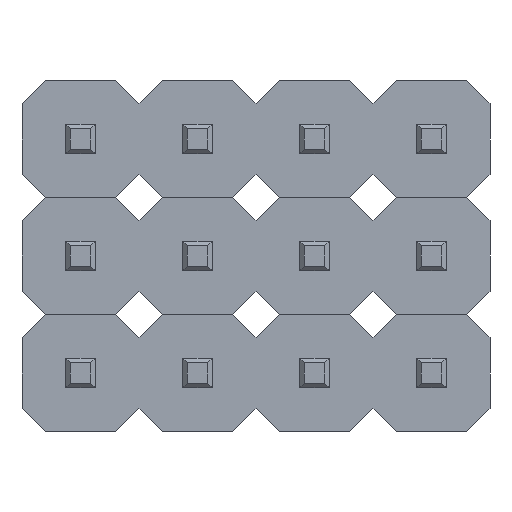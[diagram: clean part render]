
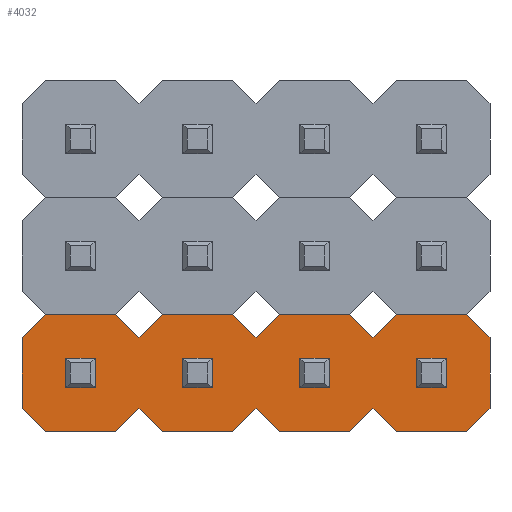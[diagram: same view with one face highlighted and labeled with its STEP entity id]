
A CAD part, front view. The second image highlights one B-rep face of the part: STEP entity #4032.
In plain terms, the highlighted planar face has unit normal (0, -1, 0).
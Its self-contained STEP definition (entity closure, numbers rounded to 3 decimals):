
#78=FACE_OUTER_BOUND('',#330,.T.);
#330=EDGE_LOOP('',(#2745,#2746,#2747,#2748,#2749,#2750,#2751,#2752,#2753,
#2754,#2755,#2756,#2757,#2758,#2759,#2760,#2761,#2762,#2763,#2764,#2765,
#2766,#2767,#2768,#2769,#2770));
#577=LINE('',#5671,#1147);
#581=LINE('',#5680,#1151);
#583=LINE('',#5684,#1153);
#588=LINE('',#5695,#1158);
#591=LINE('',#5699,#1161);
#593=LINE('',#5704,#1163);
#596=LINE('',#5708,#1166);
#599=LINE('',#5716,#1169);
#601=LINE('',#5720,#1171);
#605=LINE('',#5728,#1175);
#607=LINE('',#5732,#1177);
#612=LINE('',#5743,#1182);
#615=LINE('',#5747,#1185);
#617=LINE('',#5752,#1187);
#621=LINE('',#5759,#1191);
#623=LINE('',#5764,#1193);
#625=LINE('',#5768,#1195);
#630=LINE('',#5779,#1200);
#633=LINE('',#5783,#1203);
#635=LINE('',#5788,#1205);
#639=LINE('',#5795,#1209);
#640=LINE('',#5798,#1210);
#641=LINE('',#5799,#1211);
#642=LINE('',#5801,#1212);
#643=LINE('',#5803,#1213);
#644=LINE('',#5804,#1214);
#1147=VECTOR('',#4591,10.);
#1151=VECTOR('',#4597,10.);
#1153=VECTOR('',#4601,10.);
#1158=VECTOR('',#4608,10.);
#1161=VECTOR('',#4613,10.);
#1163=VECTOR('',#4617,10.);
#1166=VECTOR('',#4622,10.);
#1169=VECTOR('',#4627,10.);
#1171=VECTOR('',#4631,10.);
#1175=VECTOR('',#4637,10.);
#1177=VECTOR('',#4641,10.);
#1182=VECTOR('',#4648,10.);
#1185=VECTOR('',#4653,10.);
#1187=VECTOR('',#4657,10.);
#1191=VECTOR('',#4663,10.);
#1193=VECTOR('',#4667,10.);
#1195=VECTOR('',#4671,10.);
#1200=VECTOR('',#4678,10.);
#1203=VECTOR('',#4683,10.);
#1205=VECTOR('',#4687,10.);
#1209=VECTOR('',#4693,10.);
#1210=VECTOR('',#4696,10.);
#1211=VECTOR('',#4697,10.);
#1212=VECTOR('',#4698,10.);
#1213=VECTOR('',#4699,10.);
#1214=VECTOR('',#4700,10.);
#1705=VERTEX_POINT('',#5668);
#1706=VERTEX_POINT('',#5670);
#1709=VERTEX_POINT('',#5677);
#1710=VERTEX_POINT('',#5679);
#1711=VERTEX_POINT('',#5683);
#1715=VERTEX_POINT('',#5692);
#1716=VERTEX_POINT('',#5694);
#1718=VERTEX_POINT('',#5703);
#1721=VERTEX_POINT('',#5713);
#1722=VERTEX_POINT('',#5715);
#1723=VERTEX_POINT('',#5719);
#1726=VERTEX_POINT('',#5727);
#1727=VERTEX_POINT('',#5731);
#1731=VERTEX_POINT('',#5740);
#1732=VERTEX_POINT('',#5742);
#1734=VERTEX_POINT('',#5751);
#1736=VERTEX_POINT('',#5757);
#1738=VERTEX_POINT('',#5763);
#1739=VERTEX_POINT('',#5767);
#1743=VERTEX_POINT('',#5776);
#1744=VERTEX_POINT('',#5778);
#1746=VERTEX_POINT('',#5787);
#1748=VERTEX_POINT('',#5793);
#1749=VERTEX_POINT('',#5797);
#1750=VERTEX_POINT('',#5800);
#1751=VERTEX_POINT('',#5802);
#2065=EDGE_CURVE('',#1705,#1706,#577,.T.);
#2069=EDGE_CURVE('',#1709,#1710,#581,.T.);
#2071=EDGE_CURVE('',#1711,#1710,#583,.T.);
#2076=EDGE_CURVE('',#1715,#1716,#588,.T.);
#2079=EDGE_CURVE('',#1705,#1716,#591,.T.);
#2081=EDGE_CURVE('',#1711,#1718,#593,.T.);
#2084=EDGE_CURVE('',#1715,#1718,#596,.T.);
#2087=EDGE_CURVE('',#1721,#1722,#599,.T.);
#2089=EDGE_CURVE('',#1723,#1722,#601,.T.);
#2093=EDGE_CURVE('',#1723,#1726,#605,.T.);
#2095=EDGE_CURVE('',#1727,#1726,#607,.T.);
#2100=EDGE_CURVE('',#1731,#1732,#612,.T.);
#2103=EDGE_CURVE('',#1721,#1732,#615,.T.);
#2105=EDGE_CURVE('',#1727,#1734,#617,.T.);
#2109=EDGE_CURVE('',#1736,#1731,#621,.T.);
#2111=EDGE_CURVE('',#1734,#1738,#623,.T.);
#2113=EDGE_CURVE('',#1739,#1738,#625,.T.);
#2118=EDGE_CURVE('',#1743,#1744,#630,.T.);
#2121=EDGE_CURVE('',#1736,#1744,#633,.T.);
#2123=EDGE_CURVE('',#1739,#1746,#635,.T.);
#2127=EDGE_CURVE('',#1748,#1743,#639,.T.);
#2128=EDGE_CURVE('',#1748,#1749,#640,.T.);
#2129=EDGE_CURVE('',#1706,#1749,#641,.T.);
#2130=EDGE_CURVE('',#1750,#1709,#642,.T.);
#2131=EDGE_CURVE('',#1750,#1751,#643,.T.);
#2132=EDGE_CURVE('',#1746,#1751,#644,.T.);
#2745=ORIENTED_EDGE('',*,*,#2127,.F.);
#2746=ORIENTED_EDGE('',*,*,#2128,.T.);
#2747=ORIENTED_EDGE('',*,*,#2129,.F.);
#2748=ORIENTED_EDGE('',*,*,#2065,.F.);
#2749=ORIENTED_EDGE('',*,*,#2079,.T.);
#2750=ORIENTED_EDGE('',*,*,#2076,.F.);
#2751=ORIENTED_EDGE('',*,*,#2084,.T.);
#2752=ORIENTED_EDGE('',*,*,#2081,.F.);
#2753=ORIENTED_EDGE('',*,*,#2071,.T.);
#2754=ORIENTED_EDGE('',*,*,#2069,.F.);
#2755=ORIENTED_EDGE('',*,*,#2130,.F.);
#2756=ORIENTED_EDGE('',*,*,#2131,.T.);
#2757=ORIENTED_EDGE('',*,*,#2132,.F.);
#2758=ORIENTED_EDGE('',*,*,#2123,.F.);
#2759=ORIENTED_EDGE('',*,*,#2113,.T.);
#2760=ORIENTED_EDGE('',*,*,#2111,.F.);
#2761=ORIENTED_EDGE('',*,*,#2105,.F.);
#2762=ORIENTED_EDGE('',*,*,#2095,.T.);
#2763=ORIENTED_EDGE('',*,*,#2093,.F.);
#2764=ORIENTED_EDGE('',*,*,#2089,.T.);
#2765=ORIENTED_EDGE('',*,*,#2087,.F.);
#2766=ORIENTED_EDGE('',*,*,#2103,.T.);
#2767=ORIENTED_EDGE('',*,*,#2100,.F.);
#2768=ORIENTED_EDGE('',*,*,#2109,.F.);
#2769=ORIENTED_EDGE('',*,*,#2121,.T.);
#2770=ORIENTED_EDGE('',*,*,#2118,.F.);
#3780=PLANE('',#4312);
#4032=ADVANCED_FACE('',(#78),#3780,.F.);
#4312=AXIS2_PLACEMENT_3D('',#5796,#4694,#4695);
#4591=DIRECTION('',(-0.707,0.,0.707));
#4597=DIRECTION('',(0.707,0.,0.707));
#4601=DIRECTION('',(-1.,0.,0.));
#4608=DIRECTION('',(-0.707,0.,-0.707));
#4613=DIRECTION('',(1.,0.,0.));
#4617=DIRECTION('',(0.707,0.,-0.707));
#4622=DIRECTION('',(0.,0.,1.));
#4627=DIRECTION('',(-0.707,0.,0.707));
#4631=DIRECTION('',(0.,0.,-1.));
#4637=DIRECTION('',(0.707,0.,0.707));
#4641=DIRECTION('',(-1.,0.,0.));
#4648=DIRECTION('',(-0.707,0.,-0.707));
#4653=DIRECTION('',(1.,0.,0.));
#4657=DIRECTION('',(0.707,0.,-0.707));
#4663=DIRECTION('',(-0.707,0.,0.707));
#4667=DIRECTION('',(0.707,0.,0.707));
#4671=DIRECTION('',(-1.,0.,0.));
#4678=DIRECTION('',(-0.707,0.,-0.707));
#4683=DIRECTION('',(1.,0.,0.));
#4687=DIRECTION('',(0.707,0.,-0.707));
#4693=DIRECTION('',(-0.707,0.,0.707));
#4694=DIRECTION('center_axis',(0.,1.,0.));
#4695=DIRECTION('ref_axis',(1.,0.,0.));
#4696=DIRECTION('',(1.,0.,0.));
#4697=DIRECTION('',(-0.707,0.,-0.707));
#4698=DIRECTION('',(0.707,0.,-0.707));
#4699=DIRECTION('',(-1.,0.,0.));
#4700=DIRECTION('',(0.707,0.,0.707));
#5668=CARTESIAN_POINT('',(3.04,0.,-1.27));
#5670=CARTESIAN_POINT('',(2.54,0.,-0.77));
#5671=CARTESIAN_POINT('',(2.79,0.,-1.02));
#5677=CARTESIAN_POINT('',(2.54,0.,0.77));
#5679=CARTESIAN_POINT('',(3.04,0.,1.27));
#5680=CARTESIAN_POINT('',(2.79,0.,1.02));
#5683=CARTESIAN_POINT('',(4.58,0.,1.27));
#5684=CARTESIAN_POINT('',(5.08,0.,1.27));
#5692=CARTESIAN_POINT('',(5.08,0.,-0.77));
#5694=CARTESIAN_POINT('',(4.58,0.,-1.27));
#5695=CARTESIAN_POINT('',(4.83,0.,-1.02));
#5699=CARTESIAN_POINT('',(2.54,0.,-1.27));
#5703=CARTESIAN_POINT('',(5.08,0.,0.77));
#5704=CARTESIAN_POINT('',(4.83,0.,1.02));
#5708=CARTESIAN_POINT('',(5.08,0.,-1.27));
#5713=CARTESIAN_POINT('',(-4.58,0.,-1.27));
#5715=CARTESIAN_POINT('',(-5.08,0.,-0.77));
#5716=CARTESIAN_POINT('',(-4.83,0.,-1.02));
#5719=CARTESIAN_POINT('',(-5.08,0.,0.77));
#5720=CARTESIAN_POINT('',(-5.08,0.,1.27));
#5727=CARTESIAN_POINT('',(-4.58,0.,1.27));
#5728=CARTESIAN_POINT('',(-4.83,0.,1.02));
#5731=CARTESIAN_POINT('',(-3.04,0.,1.27));
#5732=CARTESIAN_POINT('',(-2.54,0.,1.27));
#5740=CARTESIAN_POINT('',(-2.54,0.,-0.77));
#5742=CARTESIAN_POINT('',(-3.04,0.,-1.27));
#5743=CARTESIAN_POINT('',(-2.79,0.,-1.02));
#5747=CARTESIAN_POINT('',(-5.08,0.,-1.27));
#5751=CARTESIAN_POINT('',(-2.54,0.,0.77));
#5752=CARTESIAN_POINT('',(-2.79,0.,1.02));
#5757=CARTESIAN_POINT('',(-2.04,0.,-1.27));
#5759=CARTESIAN_POINT('',(-2.29,0.,-1.02));
#5763=CARTESIAN_POINT('',(-2.04,0.,1.27));
#5764=CARTESIAN_POINT('',(-2.29,0.,1.02));
#5767=CARTESIAN_POINT('',(-0.5,0.,1.27));
#5768=CARTESIAN_POINT('',(0.,0.,1.27));
#5776=CARTESIAN_POINT('',(0.,0.,-0.77));
#5778=CARTESIAN_POINT('',(-0.5,0.,-1.27));
#5779=CARTESIAN_POINT('',(-0.25,0.,-1.02));
#5783=CARTESIAN_POINT('',(-2.54,0.,-1.27));
#5787=CARTESIAN_POINT('',(0.,0.,0.77));
#5788=CARTESIAN_POINT('',(-0.25,0.,1.02));
#5793=CARTESIAN_POINT('',(0.5,0.,-1.27));
#5795=CARTESIAN_POINT('',(0.25,0.,-1.02));
#5796=CARTESIAN_POINT('Origin',(1.27,0.,0.));
#5797=CARTESIAN_POINT('',(2.04,0.,-1.27));
#5798=CARTESIAN_POINT('',(0.,0.,-1.27));
#5799=CARTESIAN_POINT('',(2.29,0.,-1.02));
#5800=CARTESIAN_POINT('',(2.04,0.,1.27));
#5801=CARTESIAN_POINT('',(2.29,0.,1.02));
#5802=CARTESIAN_POINT('',(0.5,0.,1.27));
#5803=CARTESIAN_POINT('',(2.54,0.,1.27));
#5804=CARTESIAN_POINT('',(0.25,0.,1.02));
